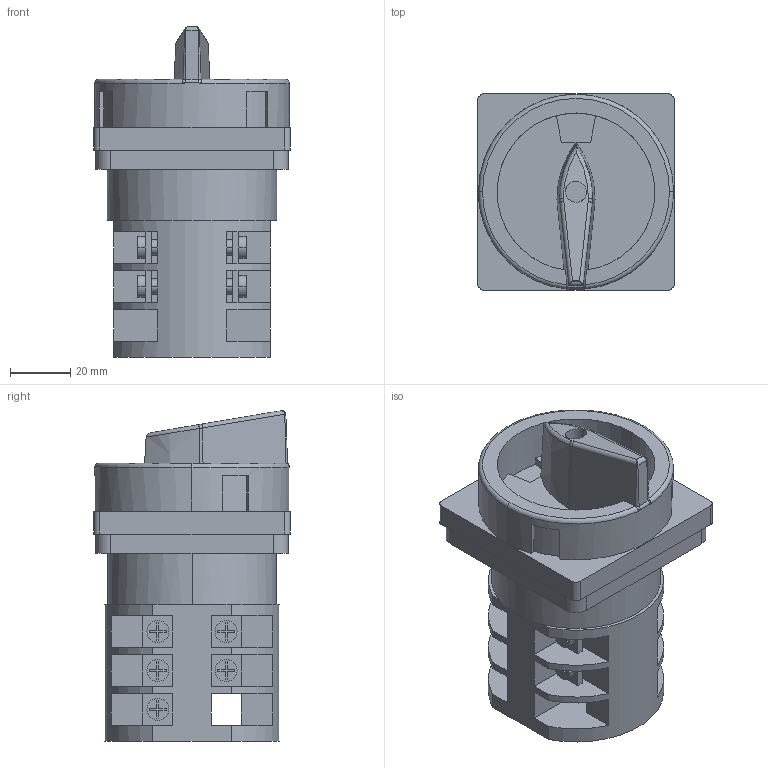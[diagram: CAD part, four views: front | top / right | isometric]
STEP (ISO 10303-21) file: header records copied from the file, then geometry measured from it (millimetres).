
FILE_DESCRIPTION (( 'STEP AP214' ), '1' );
FILE_NAME ('ÏÊÏ-32-3 - ñ äûðêîé (33).STEP', '2017-12-25T06:28:45', ( 'AutoBVT' ), ( 'Microsoft' ), 'SwSTEP 2.0', 'SolidWorks 2014', '' );
FILE_SCHEMA (( 'AUTOMOTIVE_DESIGN' ));
Length unit declared in the file: millimetre
Products named in the file (1): ÏÊÏ-32-3 - ñ äûðêîé (33)
Bounding box: 64.99 x 64.99 x 109.46 mm (x, y, z)
Volume: 220236.5 mm3; surface area: 41082.9 mm2
Topology: 1 solids, 1 shells, 369 faces, 1000 edges, 657 vertices
Faces by surface type: plane 272, cylinder 75, bspline 13, cone 6, torus 3
Entity records: 12336 total; most frequent: CARTESIAN_POINT 2893, ORIENTED_EDGE 1996, DIRECTION 1879, EDGE_CURVE 998, LINE 765, VECTOR 765, VERTEX_POINT 657, AXIS2_PLACEMENT_3D 557
